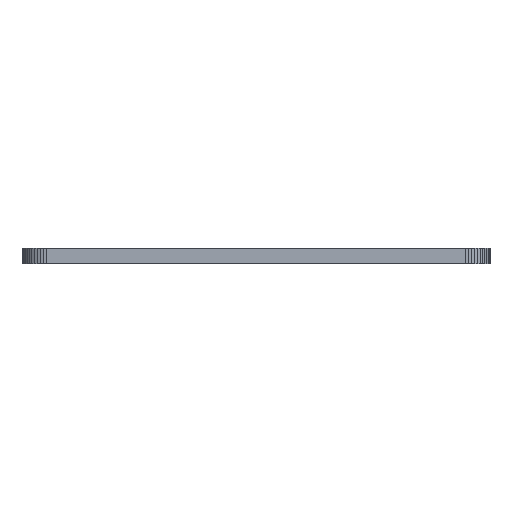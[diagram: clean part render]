
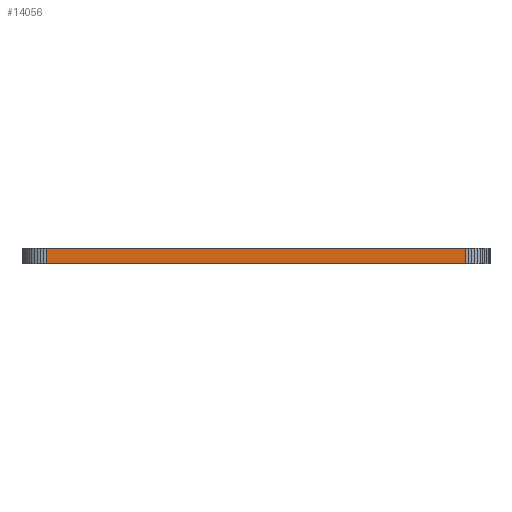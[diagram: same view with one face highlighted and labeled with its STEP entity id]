
A CAD part, left-side view. The second image highlights one B-rep face of the part: STEP entity #14056.
In plain terms, the highlighted planar face has unit normal (-1, 0, 0).
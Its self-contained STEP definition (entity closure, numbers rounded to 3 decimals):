
#83 = PLANE('',#84);
#84 = AXIS2_PLACEMENT_3D('',#85,#86,#87);
#85 = CARTESIAN_POINT('',(119.466,-110.083,1.6));
#86 = DIRECTION('',(-0.,-0.,-1.));
#87 = DIRECTION('',(-1.,0.,0.));
#137 = PLANE('',#138);
#138 = AXIS2_PLACEMENT_3D('',#139,#140,#141);
#139 = CARTESIAN_POINT('',(119.466,-110.083,0.));
#140 = DIRECTION('',(-0.,-0.,-1.));
#141 = DIRECTION('',(-1.,0.,0.));
#1254 = VERTEX_POINT('',#1255);
#1255 = CARTESIAN_POINT('',(83.875,-132.825,0.));
#1269 = PLANE('',#1270);
#1270 = AXIS2_PLACEMENT_3D('',#1271,#1272,#1273);
#1271 = CARTESIAN_POINT('',(83.896,-133.151,0.));
#1272 = DIRECTION('',(-0.998,-0.065,0.));
#1273 = DIRECTION('',(-0.065,0.998,0.));
#1281 = EDGE_CURVE('',#1254,#1282,#1284,.T.);
#1282 = VERTEX_POINT('',#1283);
#1283 = CARTESIAN_POINT('',(83.875,-89.725,0.));
#1284 = SURFACE_CURVE('',#1285,(#1289,#1296),.PCURVE_S1.);
#1285 = LINE('',#1286,#1287);
#1286 = CARTESIAN_POINT('',(83.875,-132.825,0.));
#1287 = VECTOR('',#1288,1.);
#1288 = DIRECTION('',(0.,1.,0.));
#1289 = PCURVE('',#137,#1290);
#1290 = DEFINITIONAL_REPRESENTATION('',(#1291),#1295);
#1291 = LINE('',#1292,#1293);
#1292 = CARTESIAN_POINT('',(35.591,-22.742));
#1293 = VECTOR('',#1294,1.);
#1294 = DIRECTION('',(0.,1.));
#1295 = ( GEOMETRIC_REPRESENTATION_CONTEXT(2) 
PARAMETRIC_REPRESENTATION_CONTEXT() REPRESENTATION_CONTEXT('2D SPACE',''
  ) );
#1296 = PCURVE('',#1297,#1302);
#1297 = PLANE('',#1298);
#1298 = AXIS2_PLACEMENT_3D('',#1299,#1300,#1301);
#1299 = CARTESIAN_POINT('',(83.875,-132.825,0.));
#1300 = DIRECTION('',(-1.,0.,0.));
#1301 = DIRECTION('',(0.,1.,0.));
#1302 = DEFINITIONAL_REPRESENTATION('',(#1303),#1307);
#1303 = LINE('',#1304,#1305);
#1304 = CARTESIAN_POINT('',(0.,0.));
#1305 = VECTOR('',#1306,1.);
#1306 = DIRECTION('',(1.,0.));
#1307 = ( GEOMETRIC_REPRESENTATION_CONTEXT(2) 
PARAMETRIC_REPRESENTATION_CONTEXT() REPRESENTATION_CONTEXT('2D SPACE',''
  ) );
#1325 = PLANE('',#1326);
#1326 = AXIS2_PLACEMENT_3D('',#1327,#1328,#1329);
#1327 = CARTESIAN_POINT('',(83.875,-89.725,0.));
#1328 = DIRECTION('',(-0.998,0.065,0.));
#1329 = DIRECTION('',(0.065,0.998,0.));
#8098 = VERTEX_POINT('',#8099);
#8099 = CARTESIAN_POINT('',(83.875,-132.825,1.6));
#8120 = EDGE_CURVE('',#8098,#8121,#8123,.T.);
#8121 = VERTEX_POINT('',#8122);
#8122 = CARTESIAN_POINT('',(83.875,-89.725,1.6));
#8123 = SURFACE_CURVE('',#8124,(#8128,#8135),.PCURVE_S1.);
#8124 = LINE('',#8125,#8126);
#8125 = CARTESIAN_POINT('',(83.875,-132.825,1.6));
#8126 = VECTOR('',#8127,1.);
#8127 = DIRECTION('',(0.,1.,0.));
#8128 = PCURVE('',#83,#8129);
#8129 = DEFINITIONAL_REPRESENTATION('',(#8130),#8134);
#8130 = LINE('',#8131,#8132);
#8131 = CARTESIAN_POINT('',(35.591,-22.742));
#8132 = VECTOR('',#8133,1.);
#8133 = DIRECTION('',(0.,1.));
#8134 = ( GEOMETRIC_REPRESENTATION_CONTEXT(2) 
PARAMETRIC_REPRESENTATION_CONTEXT() REPRESENTATION_CONTEXT('2D SPACE',''
  ) );
#8135 = PCURVE('',#1297,#8136);
#8136 = DEFINITIONAL_REPRESENTATION('',(#8137),#8141);
#8137 = LINE('',#8138,#8139);
#8138 = CARTESIAN_POINT('',(0.,-1.6));
#8139 = VECTOR('',#8140,1.);
#8140 = DIRECTION('',(1.,0.));
#8141 = ( GEOMETRIC_REPRESENTATION_CONTEXT(2) 
PARAMETRIC_REPRESENTATION_CONTEXT() REPRESENTATION_CONTEXT('2D SPACE',''
  ) );
#14006 = EDGE_CURVE('',#1282,#8121,#14007,.T.);
#14007 = SURFACE_CURVE('',#14008,(#14012,#14019),.PCURVE_S1.);
#14008 = LINE('',#14009,#14010);
#14009 = CARTESIAN_POINT('',(83.875,-89.725,0.));
#14010 = VECTOR('',#14011,1.);
#14011 = DIRECTION('',(0.,0.,1.));
#14012 = PCURVE('',#1325,#14013);
#14013 = DEFINITIONAL_REPRESENTATION('',(#14014),#14018);
#14014 = LINE('',#14015,#14016);
#14015 = CARTESIAN_POINT('',(0.,0.));
#14016 = VECTOR('',#14017,1.);
#14017 = DIRECTION('',(0.,-1.));
#14018 = ( GEOMETRIC_REPRESENTATION_CONTEXT(2) 
PARAMETRIC_REPRESENTATION_CONTEXT() REPRESENTATION_CONTEXT('2D SPACE',''
  ) );
#14019 = PCURVE('',#1297,#14020);
#14020 = DEFINITIONAL_REPRESENTATION('',(#14021),#14025);
#14021 = LINE('',#14022,#14023);
#14022 = CARTESIAN_POINT('',(43.1,0.));
#14023 = VECTOR('',#14024,1.);
#14024 = DIRECTION('',(0.,-1.));
#14025 = ( GEOMETRIC_REPRESENTATION_CONTEXT(2) 
PARAMETRIC_REPRESENTATION_CONTEXT() REPRESENTATION_CONTEXT('2D SPACE',''
  ) );
#14056 = ADVANCED_FACE('',(#14057),#1297,.T.);
#14057 = FACE_BOUND('',#14058,.T.);
#14058 = EDGE_LOOP('',(#14059,#14080,#14081,#14082));
#14059 = ORIENTED_EDGE('',*,*,#14060,.T.);
#14060 = EDGE_CURVE('',#1254,#8098,#14061,.T.);
#14061 = SURFACE_CURVE('',#14062,(#14066,#14073),.PCURVE_S1.);
#14062 = LINE('',#14063,#14064);
#14063 = CARTESIAN_POINT('',(83.875,-132.825,0.));
#14064 = VECTOR('',#14065,1.);
#14065 = DIRECTION('',(0.,0.,1.));
#14066 = PCURVE('',#1297,#14067);
#14067 = DEFINITIONAL_REPRESENTATION('',(#14068),#14072);
#14068 = LINE('',#14069,#14070);
#14069 = CARTESIAN_POINT('',(0.,0.));
#14070 = VECTOR('',#14071,1.);
#14071 = DIRECTION('',(0.,-1.));
#14072 = ( GEOMETRIC_REPRESENTATION_CONTEXT(2) 
PARAMETRIC_REPRESENTATION_CONTEXT() REPRESENTATION_CONTEXT('2D SPACE',''
  ) );
#14073 = PCURVE('',#1269,#14074);
#14074 = DEFINITIONAL_REPRESENTATION('',(#14075),#14079);
#14075 = LINE('',#14076,#14077);
#14076 = CARTESIAN_POINT('',(0.327,0.));
#14077 = VECTOR('',#14078,1.);
#14078 = DIRECTION('',(0.,-1.));
#14079 = ( GEOMETRIC_REPRESENTATION_CONTEXT(2) 
PARAMETRIC_REPRESENTATION_CONTEXT() REPRESENTATION_CONTEXT('2D SPACE',''
  ) );
#14080 = ORIENTED_EDGE('',*,*,#8120,.T.);
#14081 = ORIENTED_EDGE('',*,*,#14006,.F.);
#14082 = ORIENTED_EDGE('',*,*,#1281,.F.);
